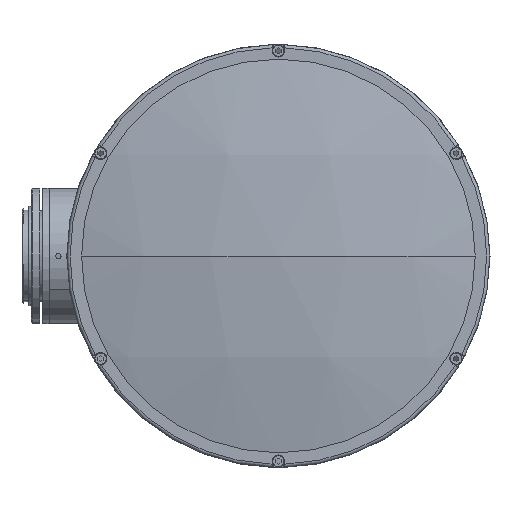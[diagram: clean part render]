
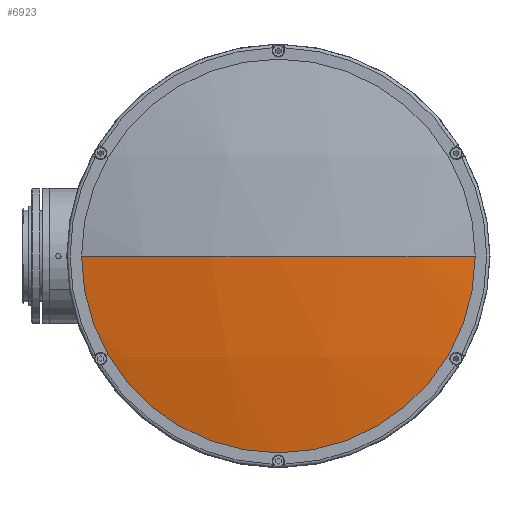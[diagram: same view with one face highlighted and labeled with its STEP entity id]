
A CAD part, left-side view. The second image highlights one B-rep face of the part: STEP entity #6923.
In plain terms, the highlighted spherical face has radius 434.72 mm.
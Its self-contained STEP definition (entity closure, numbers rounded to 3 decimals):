
#673 = DIRECTION ( 'NONE',  ( 0., 0., 1. ) ) ;
#838 = CARTESIAN_POINT ( 'NONE',  ( -412.507, 0.64, 0. ) ) ;
#891 = EDGE_CURVE ( 'NONE', #13890, #14245, #915, .T. ) ;
#915 = CIRCLE ( 'NONE', #10552, 434.72 ) ;
#2241 = DIRECTION ( 'NONE',  ( 0., 0., 1. ) ) ;
#2325 = CIRCLE ( 'NONE', #5268, 434.72 ) ;
#2398 = CARTESIAN_POINT ( 'NONE',  ( 11.706, 0.64, 0. ) ) ;
#2458 = DIRECTION ( 'NONE',  ( 0., 0., -1. ) ) ;
#2530 = EDGE_LOOP ( 'NONE', ( #16613, #10847, #2932 ) ) ;
#2932 = ORIENTED_EDGE ( 'NONE', *, *, #9506, .F. ) ;
#5268 = AXIS2_PLACEMENT_3D ( 'NONE', #9003, #673, #10391 ) ;
#5672 = EDGE_CURVE ( 'NONE', #9219, #13890, #5722, .T. ) ;
#5722 = CIRCLE ( 'NONE', #10512, 95. ) ;
#6154 = DIRECTION ( 'NONE',  ( 0., 0., -1. ) ) ;
#6923 = ADVANCED_FACE ( 'NONE', ( #15672 ), #10701, .T. ) ;
#9003 = CARTESIAN_POINT ( 'NONE',  ( 11.706, 0.64, 0. ) ) ;
#9219 = VERTEX_POINT ( 'NONE', #9695 ) ;
#9506 = EDGE_CURVE ( 'NONE', #9219, #14245, #2325, .T. ) ;
#9576 = AXIS2_PLACEMENT_3D ( 'NONE', #2398, #2458, #12178 ) ;
#9695 = CARTESIAN_POINT ( 'NONE',  ( -412.507, 95.64, 0. ) ) ;
#10016 = CARTESIAN_POINT ( 'NONE',  ( -412.507, -94.36, 0. ) ) ;
#10391 = DIRECTION ( 'NONE',  ( 0., -1., 0. ) ) ;
#10512 = AXIS2_PLACEMENT_3D ( 'NONE', #838, #10554, #2241 ) ;
#10552 = AXIS2_PLACEMENT_3D ( 'NONE', #14471, #6154, #15846 ) ;
#10554 = DIRECTION ( 'NONE',  ( -1., 0., 0. ) ) ;
#10701 = SPHERICAL_SURFACE ( 'NONE', #9576, 434.72 ) ;
#10847 = ORIENTED_EDGE ( 'NONE', *, *, #891, .T. ) ;
#12178 = DIRECTION ( 'NONE',  ( 0., 1., 0. ) ) ;
#12268 = CARTESIAN_POINT ( 'NONE',  ( -423.014, 0.64, 0. ) ) ;
#13890 = VERTEX_POINT ( 'NONE', #10016 ) ;
#14245 = VERTEX_POINT ( 'NONE', #12268 ) ;
#14471 = CARTESIAN_POINT ( 'NONE',  ( 11.706, 0.64, 0. ) ) ;
#15672 = FACE_OUTER_BOUND ( 'NONE', #2530, .T. ) ;
#15846 = DIRECTION ( 'NONE',  ( 0., 1., 0. ) ) ;
#16613 = ORIENTED_EDGE ( 'NONE', *, *, #5672, .T. ) ;
